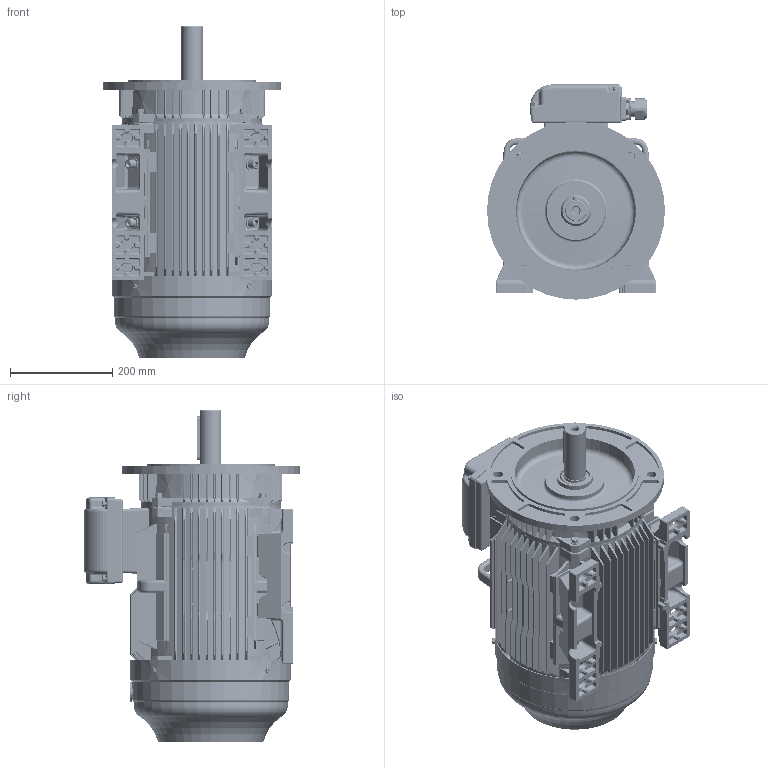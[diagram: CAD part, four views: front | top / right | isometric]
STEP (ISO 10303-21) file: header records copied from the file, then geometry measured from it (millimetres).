
FILE_DESCRIPTION (( 'STEP AP203' ), '1' );
FILE_NAME ('WE160L-6 B3.STEP', '2015-04-28T05:11:19', ( 'Sky123.Org' ), ( 'Sky123.Org' ), 'SwSTEP 2.0', 'SolidWorks 2012', '' );
FILE_SCHEMA (( 'CONFIG_CONTROL_DESIGN' ));
Length unit declared in the file: millimetre
Products named in the file (31): WE160L-6 B3; WE160B5duangai; sai; 160minp; DT; 8-TD-93-1987; 8-DP-97.1; M12-35NEILIUJIAO; 12-TD-93-1987; 12-DP-97.1; SWE160-180-JXHZJ-NF; M32-1.5; 32X1.5MENGAI; M6X16-WLJ-5784; 6-TD-93-1987; 6-DP-97.1; SWE160-180-JXHGDB; SWE160-180-JIEXIANHEGAI-NF; SWE160-180-JIEXIANHEZUO; 噩砃HUODONGDIJIAO-YOU1; HUODONGDIJIAO-YOU1; 160瑩; 粣醱蚐猾; M6蹟邡坋趼; 种; M6X20; 綴傷裔; M8蹟邡; 瑞欶; 蛌赽; 儂褲2
Assembly tree (80 placements, depth 3):
  WE160L-6 B3
    儂褲2
    蛌赽
    瑞欶
    M8蹟邡  x8
    綴傷裔
    M6X20
    种  x4
    M6蹟邡坋趼  x4
    粣醱蚐猾
    160瑩
    HUODONGDIJIAO-YOU1
    噩砃HUODONGDIJIAO-YOU1
    SWE160-180-JXHZJ-NF
      SWE160-180-JIEXIANHEZUO
      SWE160-180-JIEXIANHEGAI-NF
      SWE160-180-JXHGDB
      6-DP-97.1  x8
      6-TD-93-1987  x8
      M6X16-WLJ-5784  x8
      32X1.5MENGAI
      M32-1.5
    12-DP-97.1  x4
    12-TD-93-1987  x4
    M12-35NEILIUJIAO  x4
    8-DP-97.1  x4
    8-TD-93-1987  x4
    DT  x2
    160minp
    sai
    WE160B5duangai
Bounding box: 348 x 421 x 649 mm (x, y, z)
Volume: 31210689.2 mm3; surface area: 2468348.9 mm2
Topology: 79 solids, 103 shells, 6302 faces, 16251 edges, 10216 vertices
Faces by surface type: cylinder 2648, plane 1909, bspline 707, cone 600, torus 268, sphere 170
Entity records: 177456 total; most frequent: CARTESIAN_POINT 69641, ORIENTED_EDGE 23124, DIRECTION 19721, EDGE_CURVE 11562, AXIS2_PLACEMENT_3D 7405, VERTEX_POINT 7200, LINE 4911, VECTOR 4911
